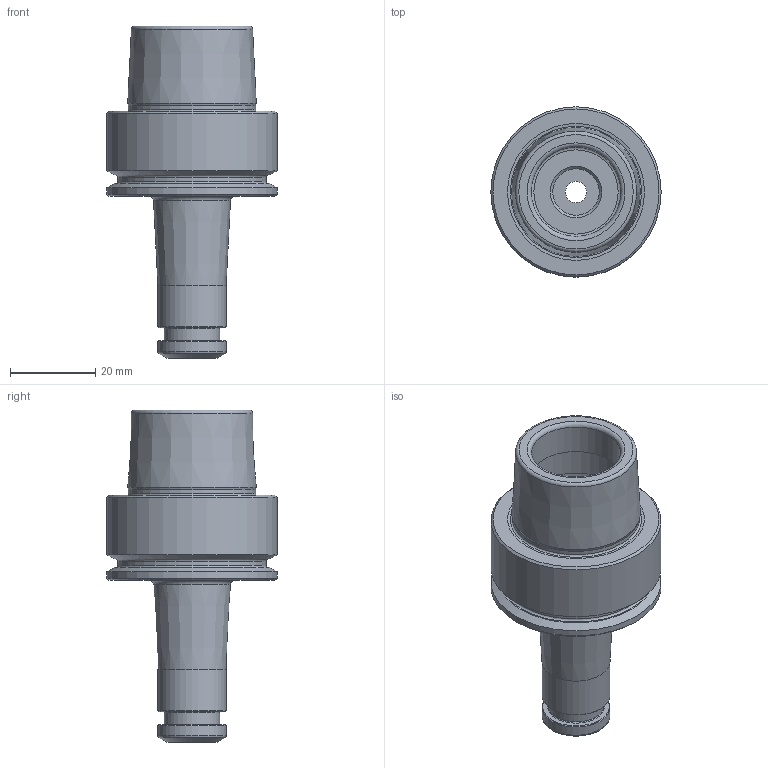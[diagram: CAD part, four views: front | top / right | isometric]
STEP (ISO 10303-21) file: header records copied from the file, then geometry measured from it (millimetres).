
FILE_DESCRIPTION(/* description */ (''),/* implementation_level */ '2;1');
FILE_NAME(/* name */ '254071024.stp',/* time_stamp */ '2021-01-08T12:24:36',/* author */ ('LRA'),/* organization */ ('REGO-FIX'),/* preprocessor_version */ ' Unknown',/* originating_system */ 'SIEMENS PLM Software Solid Edge ST10',/* authorization */ 'Unknown');
FILE_SCHEMA (('AUTOMOTIVE_DESIGN { 1 0 10303 214 2 1 1}'));
Length unit declared in the file: millimetre
Products named in the file (1): NOCUT
Bounding box: 40 x 40 x 78 mm (x, y, z)
Volume: 30466.7 mm3; surface area: 12644.6 mm2
Topology: 1 solids, 1 shells, 55 faces, 106 edges, 62 vertices
Faces by surface type: cone 16, cylinder 14, torus 14, plane 11
Full cylindrical faces by diameter (mm): 5 x1, 10 x1, 10.917 x1, 13 x2, 16 x2, 21 x2, 25.5 x1, 29.909 x1, 34.8 x1, 40 x2
Entity records: 1532 total; most frequent: DIRECTION 228, CARTESIAN_POINT 169, AXIS2_PLACEMENT_3D 114, ORIENTED_EDGE 110, EDGE_LOOP 110, FACE_BOUND 110, EDGE_CURVE 55, VERTEX_POINT 55
